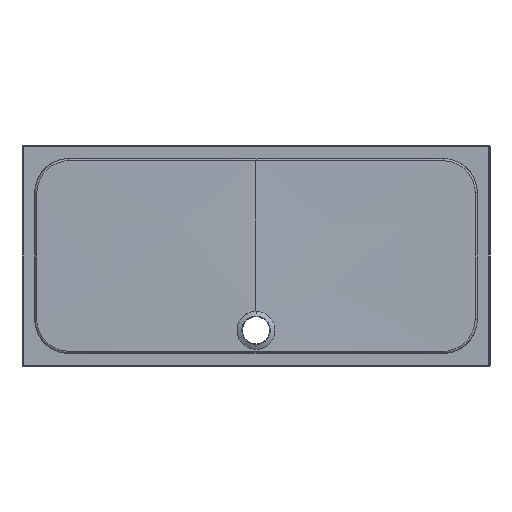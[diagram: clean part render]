
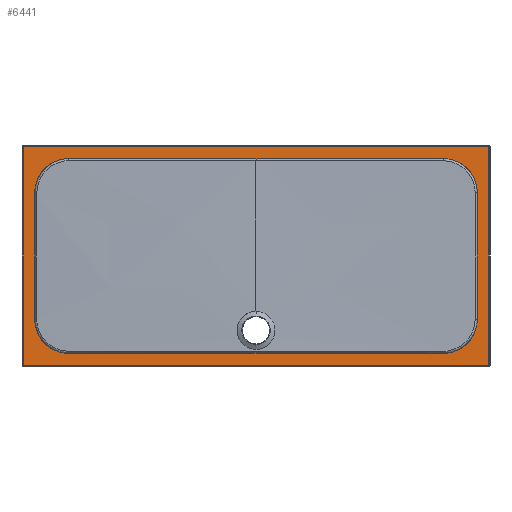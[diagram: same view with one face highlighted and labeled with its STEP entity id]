
A CAD part, front view. The second image highlights one B-rep face of the part: STEP entity #6441.
In plain terms, the highlighted planar face has unit normal (0, -1, 0).
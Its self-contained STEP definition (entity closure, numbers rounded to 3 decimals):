
#64 = ORIENTED_EDGE ( 'NONE', *, *, #2843, .F. ) ;
#157 = DIRECTION ( 'NONE',  ( 0., 0., -1. ) ) ;
#304 = CIRCLE ( 'NONE', #5270, 124. ) ;
#306 = CARTESIAN_POINT ( 'NONE',  ( -804., 46., 0. ) ) ;
#366 = CARTESIAN_POINT ( 'NONE',  ( 804., 46., -230. ) ) ;
#534 = EDGE_CURVE ( 'NONE', #4778, #2275, #7566, .T. ) ;
#663 = DIRECTION ( 'NONE',  ( 0., 0., 1. ) ) ;
#745 = VERTEX_POINT ( 'NONE', #1627 ) ;
#776 = ORIENTED_EDGE ( 'NONE', *, *, #5237, .F. ) ;
#811 = LINE ( 'NONE', #850, #3948 ) ;
#850 = CARTESIAN_POINT ( 'NONE',  ( 804., 46., 0. ) ) ;
#855 = LINE ( 'NONE', #1599, #4188 ) ;
#916 = EDGE_CURVE ( 'NONE', #5912, #4946, #2069, .T. ) ;
#1067 = LINE ( 'NONE', #306, #2257 ) ;
#1315 = CARTESIAN_POINT ( 'NONE',  ( -846., 46., 0. ) ) ;
#1335 = VERTEX_POINT ( 'NONE', #7650 ) ;
#1427 = DIRECTION ( 'NONE',  ( 0., 0., -1. ) ) ;
#1432 = CIRCLE ( 'NONE', #5735, 124. ) ;
#1507 = CARTESIAN_POINT ( 'NONE',  ( -680., 46., 230. ) ) ;
#1569 = VERTEX_POINT ( 'NONE', #366 ) ;
#1596 = EDGE_CURVE ( 'NONE', #7432, #3661, #855, .T. ) ;
#1599 = CARTESIAN_POINT ( 'NONE',  ( 0., 46., -354. ) ) ;
#1627 = CARTESIAN_POINT ( 'NONE',  ( 680., 46., 354. ) ) ;
#1670 = CARTESIAN_POINT ( 'NONE',  ( 846., 46., 0. ) ) ;
#1713 = CARTESIAN_POINT ( 'NONE',  ( 0., 46., 354. ) ) ;
#1719 = EDGE_LOOP ( 'NONE', ( #7574, #3342, #3826, #6943, #6525, #5295, #4051, #64 ) ) ;
#1754 = LINE ( 'NONE', #1670, #3005 ) ;
#1765 = DIRECTION ( 'NONE',  ( 0., -1., 0. ) ) ;
#1835 = VECTOR ( 'NONE', #4313, 1000. ) ;
#1896 = ORIENTED_EDGE ( 'NONE', *, *, #916, .F. ) ;
#1941 = LINE ( 'NONE', #6233, #4868 ) ;
#2016 = VERTEX_POINT ( 'NONE', #3102 ) ;
#2069 = LINE ( 'NONE', #1315, #3417 ) ;
#2147 = AXIS2_PLACEMENT_3D ( 'NONE', #4359, #1765, #2982 ) ;
#2245 = EDGE_CURVE ( 'NONE', #745, #4778, #5438, .T. ) ;
#2257 = VECTOR ( 'NONE', #7636, 1000. ) ;
#2275 = VERTEX_POINT ( 'NONE', #7503 ) ;
#2410 = DIRECTION ( 'NONE',  ( 1., 0., 0. ) ) ;
#2424 = VERTEX_POINT ( 'NONE', #7222 ) ;
#2763 = CARTESIAN_POINT ( 'NONE',  ( -846., 46., -396. ) ) ;
#2843 = EDGE_CURVE ( 'NONE', #3661, #1569, #1432, .T. ) ;
#2982 = DIRECTION ( 'NONE',  ( 0., 0., -1. ) ) ;
#3005 = VECTOR ( 'NONE', #6045, 1000. ) ;
#3091 = CARTESIAN_POINT ( 'NONE',  ( -846., 46., 396. ) ) ;
#3092 = EDGE_CURVE ( 'NONE', #3105, #2016, #1754, .T. ) ;
#3102 = CARTESIAN_POINT ( 'NONE',  ( 846., 46., -396. ) ) ;
#3105 = VERTEX_POINT ( 'NONE', #4851 ) ;
#3211 = DIRECTION ( 'NONE',  ( 0., 0., -1. ) ) ;
#3302 = EDGE_CURVE ( 'NONE', #1335, #745, #6798, .T. ) ;
#3342 = ORIENTED_EDGE ( 'NONE', *, *, #7535, .F. ) ;
#3349 = DIRECTION ( 'NONE',  ( 1., 0., 0. ) ) ;
#3417 = VECTOR ( 'NONE', #663, 1000. ) ;
#3661 = VERTEX_POINT ( 'NONE', #4524 ) ;
#3678 = EDGE_CURVE ( 'NONE', #2275, #2424, #1067, .T. ) ;
#3826 = ORIENTED_EDGE ( 'NONE', *, *, #3678, .F. ) ;
#3948 = VECTOR ( 'NONE', #6421, 1000. ) ;
#4051 = ORIENTED_EDGE ( 'NONE', *, *, #7927, .F. ) ;
#4188 = VECTOR ( 'NONE', #3349, 1000. ) ;
#4279 = PLANE ( 'NONE',  #2147 ) ;
#4295 = EDGE_LOOP ( 'NONE', ( #1896, #5564, #7085, #776 ) ) ;
#4313 = DIRECTION ( 'NONE',  ( -1., 0., 0. ) ) ;
#4357 = CARTESIAN_POINT ( 'NONE',  ( 0., 46., 396. ) ) ;
#4359 = CARTESIAN_POINT ( 'NONE',  ( 0., 46., 0. ) ) ;
#4425 = DIRECTION ( 'NONE',  ( -1., 0., 0. ) ) ;
#4524 = CARTESIAN_POINT ( 'NONE',  ( 680., 46., -354. ) ) ;
#4778 = VERTEX_POINT ( 'NONE', #7073 ) ;
#4851 = CARTESIAN_POINT ( 'NONE',  ( 846., 46., 396. ) ) ;
#4868 = VECTOR ( 'NONE', #4425, 1000. ) ;
#4946 = VERTEX_POINT ( 'NONE', #3091 ) ;
#4967 = DIRECTION ( 'NONE',  ( 0., -1., 0. ) ) ;
#5092 = AXIS2_PLACEMENT_3D ( 'NONE', #1507, #5759, #157 ) ;
#5237 = EDGE_CURVE ( 'NONE', #4946, #3105, #8078, .T. ) ;
#5270 = AXIS2_PLACEMENT_3D ( 'NONE', #5424, #6115, #7913 ) ;
#5295 = ORIENTED_EDGE ( 'NONE', *, *, #3302, .F. ) ;
#5424 = CARTESIAN_POINT ( 'NONE',  ( -680., 46., -230. ) ) ;
#5438 = LINE ( 'NONE', #1713, #1835 ) ;
#5555 = FACE_BOUND ( 'NONE', #1719, .T. ) ;
#5564 = ORIENTED_EDGE ( 'NONE', *, *, #7572, .F. ) ;
#5583 = CARTESIAN_POINT ( 'NONE',  ( 680., 46., 230. ) ) ;
#5735 = AXIS2_PLACEMENT_3D ( 'NONE', #7109, #6461, #1427 ) ;
#5757 = AXIS2_PLACEMENT_3D ( 'NONE', #5583, #4967, #3211 ) ;
#5759 = DIRECTION ( 'NONE',  ( 0., -1., 0. ) ) ;
#5912 = VERTEX_POINT ( 'NONE', #2763 ) ;
#6045 = DIRECTION ( 'NONE',  ( 0., 0., -1. ) ) ;
#6079 = VECTOR ( 'NONE', #2410, 1000. ) ;
#6115 = DIRECTION ( 'NONE',  ( 0., -1., 0. ) ) ;
#6233 = CARTESIAN_POINT ( 'NONE',  ( 0., 46., -396. ) ) ;
#6421 = DIRECTION ( 'NONE',  ( 0., 0., 1. ) ) ;
#6441 = ADVANCED_FACE ( 'NONE', ( #7357, #5555 ), #4279, .T. ) ;
#6461 = DIRECTION ( 'NONE',  ( 0., -1., 0. ) ) ;
#6525 = ORIENTED_EDGE ( 'NONE', *, *, #2245, .F. ) ;
#6798 = CIRCLE ( 'NONE', #5757, 124. ) ;
#6943 = ORIENTED_EDGE ( 'NONE', *, *, #534, .F. ) ;
#7073 = CARTESIAN_POINT ( 'NONE',  ( -680., 46., 354. ) ) ;
#7085 = ORIENTED_EDGE ( 'NONE', *, *, #3092, .F. ) ;
#7109 = CARTESIAN_POINT ( 'NONE',  ( 680., 46., -230. ) ) ;
#7222 = CARTESIAN_POINT ( 'NONE',  ( -804., 46., -230. ) ) ;
#7337 = CARTESIAN_POINT ( 'NONE',  ( -680., 46., -354. ) ) ;
#7357 = FACE_OUTER_BOUND ( 'NONE', #4295, .T. ) ;
#7432 = VERTEX_POINT ( 'NONE', #7337 ) ;
#7503 = CARTESIAN_POINT ( 'NONE',  ( -804., 46., 230. ) ) ;
#7535 = EDGE_CURVE ( 'NONE', #2424, #7432, #304, .T. ) ;
#7566 = CIRCLE ( 'NONE', #5092, 124. ) ;
#7572 = EDGE_CURVE ( 'NONE', #2016, #5912, #1941, .T. ) ;
#7574 = ORIENTED_EDGE ( 'NONE', *, *, #1596, .F. ) ;
#7636 = DIRECTION ( 'NONE',  ( 0., 0., -1. ) ) ;
#7650 = CARTESIAN_POINT ( 'NONE',  ( 804., 46., 230. ) ) ;
#7913 = DIRECTION ( 'NONE',  ( 0., 0., -1. ) ) ;
#7927 = EDGE_CURVE ( 'NONE', #1569, #1335, #811, .T. ) ;
#8078 = LINE ( 'NONE', #4357, #6079 ) ;
